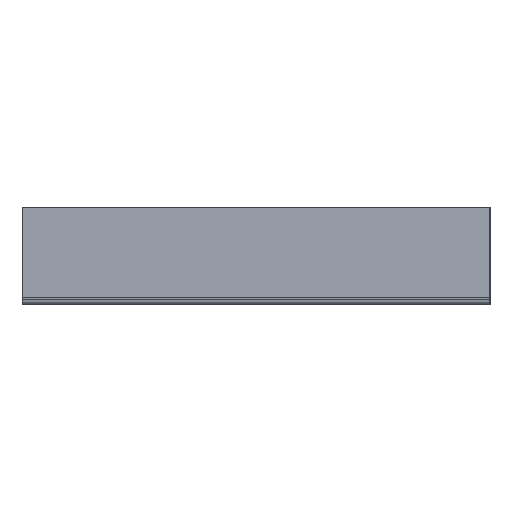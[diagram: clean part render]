
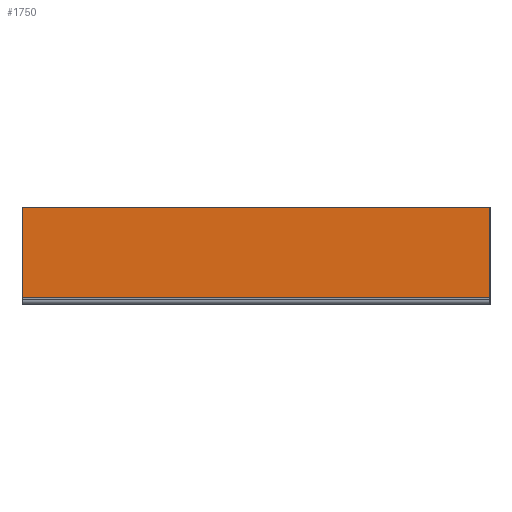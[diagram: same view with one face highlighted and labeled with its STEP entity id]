
A CAD part, left-side view. The second image highlights one B-rep face of the part: STEP entity #1750.
In plain terms, the highlighted planar face has unit normal (-1, 0, 0).
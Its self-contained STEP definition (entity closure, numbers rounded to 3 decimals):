
#24 = VERTEX_POINT('',#25);
#25 = CARTESIAN_POINT('',(-126.5,94.5,3.));
#106 = VERTEX_POINT('',#107);
#107 = CARTESIAN_POINT('',(-126.5,-94.5,3.));
#113 = EDGE_CURVE('',#106,#24,#114,.T.);
#114 = LINE('',#115,#116);
#115 = CARTESIAN_POINT('',(-126.5,-94.5,3.));
#116 = VECTOR('',#117,1.);
#117 = DIRECTION('',(0.,1.,0.));
#159 = EDGE_CURVE('',#24,#160,#162,.T.);
#160 = VERTEX_POINT('',#161);
#161 = CARTESIAN_POINT('',(-126.5,94.5,39.5));
#162 = LINE('',#163,#164);
#163 = CARTESIAN_POINT('',(-126.5,94.5,3.));
#164 = VECTOR('',#165,1.);
#165 = DIRECTION('',(0.,0.,1.));
#1750 = ADVANCED_FACE('',(#1751),#1769,.F.);
#1751 = FACE_BOUND('',#1752,.T.);
#1752 = EDGE_LOOP('',(#1753,#1761,#1767,#1768));
#1753 = ORIENTED_EDGE('',*,*,#1754,.T.);
#1754 = EDGE_CURVE('',#106,#1755,#1757,.T.);
#1755 = VERTEX_POINT('',#1756);
#1756 = CARTESIAN_POINT('',(-126.5,-94.5,39.5));
#1757 = LINE('',#1758,#1759);
#1758 = CARTESIAN_POINT('',(-126.5,-94.5,3.));
#1759 = VECTOR('',#1760,1.);
#1760 = DIRECTION('',(0.,0.,1.));
#1761 = ORIENTED_EDGE('',*,*,#1762,.T.);
#1762 = EDGE_CURVE('',#1755,#160,#1763,.T.);
#1763 = LINE('',#1764,#1765);
#1764 = CARTESIAN_POINT('',(-126.5,-94.5,39.5));
#1765 = VECTOR('',#1766,1.);
#1766 = DIRECTION('',(0.,1.,0.));
#1767 = ORIENTED_EDGE('',*,*,#159,.F.);
#1768 = ORIENTED_EDGE('',*,*,#113,.F.);
#1769 = PLANE('',#1770);
#1770 = AXIS2_PLACEMENT_3D('',#1771,#1772,#1773);
#1771 = CARTESIAN_POINT('',(-126.5,-94.5,3.));
#1772 = DIRECTION('',(1.,0.,0.));
#1773 = DIRECTION('',(0.,-1.,-0.));
